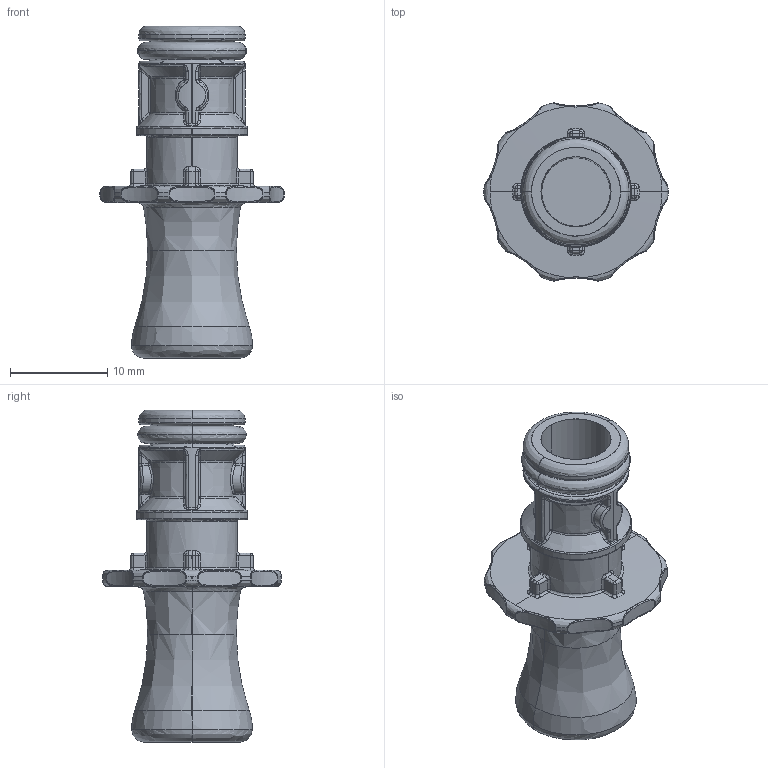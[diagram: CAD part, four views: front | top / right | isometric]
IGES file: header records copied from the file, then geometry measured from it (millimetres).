
Start section: SolidWorks IGES file using analytic representation for surfaces
Global section: file name: E-Q-160284.IGS; native system: SolidWorks 2017; preprocessor: SolidWorks 2017; author: wtsang; date: 170815.110534; units: millimetre
Bounding box: 18.96 x 18.38 x 34.19 mm (x, y, z)
Surface area: 2680.3 mm2 (no closed solid volume)
Topology: 0 solids, 0 shells, 429 faces, 3068 edges, 3054 vertices
Faces by surface type: bspline 303, revolution 126
